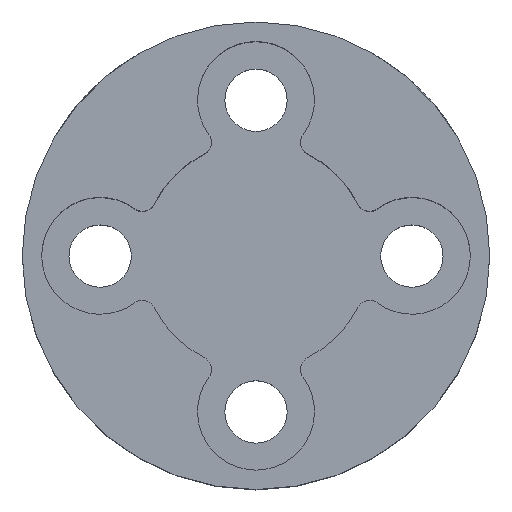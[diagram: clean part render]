
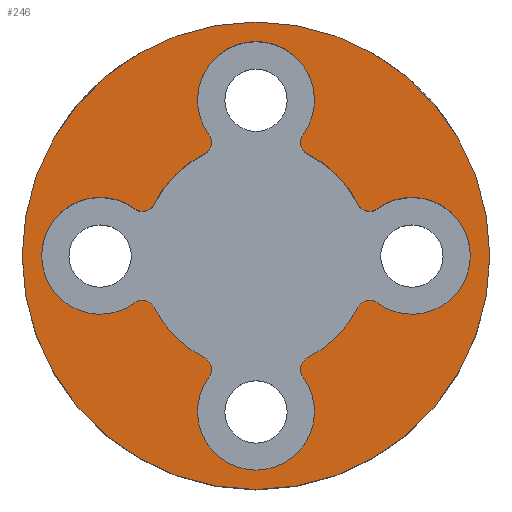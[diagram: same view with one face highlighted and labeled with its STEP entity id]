
A CAD part, top view. The second image highlights one B-rep face of the part: STEP entity #246.
In plain terms, the highlighted planar face has unit normal (0, 0, 1).
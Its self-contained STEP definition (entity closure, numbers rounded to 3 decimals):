
#246=ADVANCED_FACE('',(#478,#480),#482,.T.);
#478=FACE_BOUND('',#479,.T.);
#479=EDGE_LOOP('',(#639));
#480=FACE_BOUND('',#481,.T.);
#481=EDGE_LOOP('',(#640,#641,#642,#643,#644,#645,#646,#647,#648,#649,#650,#651,#652,
#653,#654,#655));
#482=PLANE('',#483);
#483=AXIS2_PLACEMENT_3D('',#484,#485,#486);
#484=CARTESIAN_POINT('',(0.,0.,9.));
#485=DIRECTION('',(0.,0.,1.));
#486=DIRECTION('',(-1.,0.,0.));
#639=ORIENTED_EDGE('',*,*,#747,.T.);
#640=ORIENTED_EDGE('',*,*,#726,.T.);
#641=ORIENTED_EDGE('',*,*,#690,.T.);
#642=ORIENTED_EDGE('',*,*,#694,.T.);
#643=ORIENTED_EDGE('',*,*,#697,.T.);
#644=ORIENTED_EDGE('',*,*,#729,.T.);
#645=ORIENTED_EDGE('',*,*,#737,.T.);
#646=ORIENTED_EDGE('',*,*,#748,.T.);
#647=ORIENTED_EDGE('',*,*,#743,.T.);
#648=ORIENTED_EDGE('',*,*,#731,.T.);
#649=ORIENTED_EDGE('',*,*,#703,.T.);
#650=ORIENTED_EDGE('',*,*,#749,.T.);
#651=ORIENTED_EDGE('',*,*,#710,.T.);
#652=ORIENTED_EDGE('',*,*,#715,.T.);
#653=ORIENTED_EDGE('',*,*,#718,.T.);
#654=ORIENTED_EDGE('',*,*,#721,.T.);
#655=ORIENTED_EDGE('',*,*,#724,.T.);
#690=EDGE_CURVE('',#775,#773,#776,.F.);
#694=EDGE_CURVE('',#773,#780,#782,.F.);
#697=EDGE_CURVE('',#780,#785,#787,.F.);
#703=EDGE_CURVE('',#799,#797,#800,.F.);
#710=EDGE_CURVE('',#811,#809,#812,.F.);
#715=EDGE_CURVE('',#809,#818,#820,.F.);
#718=EDGE_CURVE('',#818,#823,#825,.F.);
#721=EDGE_CURVE('',#823,#828,#830,.F.);
#724=EDGE_CURVE('',#828,#833,#835,.F.);
#726=EDGE_CURVE('',#833,#775,#837,.F.);
#729=EDGE_CURVE('',#785,#840,#842,.F.);
#731=EDGE_CURVE('',#845,#799,#846,.F.);
#737=EDGE_CURVE('',#840,#854,#856,.F.);
#743=EDGE_CURVE('',#865,#845,#866,.F.);
#747=EDGE_CURVE('',#872,#872,#873,.T.);
#748=EDGE_CURVE('',#854,#865,#874,.F.);
#749=EDGE_CURVE('',#797,#811,#875,.F.);
#773=VERTEX_POINT('',#928);
#775=VERTEX_POINT('',#932);
#776=CIRCLE('',#933,0.5);
#780=VERTEX_POINT('',#945);
#782=CIRCLE('',#949,4.4);
#785=VERTEX_POINT('',#958);
#787=CIRCLE('',#962,0.5);
#797=VERTEX_POINT('',#1010);
#799=VERTEX_POINT('',#1014);
#800=CIRCLE('',#1015,0.5);
#809=VERTEX_POINT('',#1064);
#811=VERTEX_POINT('',#1068);
#812=CIRCLE('',#1069,0.5);
#818=VERTEX_POINT('',#1110);
#820=CIRCLE('',#1114,2.25);
#823=VERTEX_POINT('',#1123);
#825=CIRCLE('',#1127,0.5);
#828=VERTEX_POINT('',#1136);
#830=CIRCLE('',#1140,4.4);
#833=VERTEX_POINT('',#1149);
#835=CIRCLE('',#1153,0.5);
#837=CIRCLE('',#1161,2.25);
#840=VERTEX_POINT('',#1170);
#842=CIRCLE('',#1174,2.25);
#845=VERTEX_POINT('',#1183);
#846=CIRCLE('',#1184,2.25);
#854=VERTEX_POINT('',#1229);
#856=CIRCLE('',#1233,0.5);
#865=VERTEX_POINT('',#1283);
#866=CIRCLE('',#1284,0.5);
#872=VERTEX_POINT('',#1325);
#873=CIRCLE('',#1326,9.);
#874=CIRCLE('',#1330,4.4);
#875=CIRCLE('',#1334,4.4);
#928=CARTESIAN_POINT('',(-1.989,-3.925,9.));
#932=CARTESIAN_POINT('',(-1.813,-4.667,9.));
#933=AXIS2_PLACEMENT_3D('',#934,#935,#936);
#934=CARTESIAN_POINT('',(-2.215,-4.371,9.));
#935=DIRECTION('',(0.,-0.,-1.));
#936=DIRECTION('',(0.452,0.892,0.));
#945=CARTESIAN_POINT('',(-3.925,-1.989,9.));
#949=AXIS2_PLACEMENT_3D('',#950,#951,#952);
#950=CARTESIAN_POINT('',(0.,0.,9.));
#951=DIRECTION('',(0.,0.,1.));
#952=DIRECTION('',(-0.892,-0.452,0.));
#958=CARTESIAN_POINT('',(-4.667,-1.813,9.));
#962=AXIS2_PLACEMENT_3D('',#963,#964,#965);
#963=CARTESIAN_POINT('',(-4.371,-2.215,9.));
#964=DIRECTION('',(-0.,0.,-1.));
#965=DIRECTION('',(-0.592,0.806,0.));
#1010=CARTESIAN_POINT('',(1.989,3.925,9.));
#1014=CARTESIAN_POINT('',(1.813,4.667,9.));
#1015=AXIS2_PLACEMENT_3D('',#1016,#1017,#1018);
#1016=CARTESIAN_POINT('',(2.215,4.371,9.));
#1017=DIRECTION('',(-0.,0.,-1.));
#1018=DIRECTION('',(-0.452,-0.892,0.));
#1064=CARTESIAN_POINT('',(4.667,1.813,9.));
#1068=CARTESIAN_POINT('',(3.925,1.989,9.));
#1069=AXIS2_PLACEMENT_3D('',#1070,#1071,#1072);
#1070=CARTESIAN_POINT('',(4.371,2.215,9.));
#1071=DIRECTION('',(0.,-0.,-1.));
#1072=DIRECTION('',(0.592,-0.806,0.));
#1110=CARTESIAN_POINT('',(4.667,-1.813,9.));
#1114=AXIS2_PLACEMENT_3D('',#1115,#1116,#1117);
#1115=CARTESIAN_POINT('',(6.,0.,9.));
#1116=DIRECTION('',(0.,0.,1.));
#1117=DIRECTION('',(-0.593,-0.806,0.));
#1123=CARTESIAN_POINT('',(3.925,-1.989,9.));
#1127=AXIS2_PLACEMENT_3D('',#1128,#1129,#1130);
#1128=CARTESIAN_POINT('',(4.371,-2.215,9.));
#1129=DIRECTION('',(-0.,0.,-1.));
#1130=DIRECTION('',(-0.892,0.452,0.));
#1136=CARTESIAN_POINT('',(1.989,-3.925,9.));
#1140=AXIS2_PLACEMENT_3D('',#1141,#1142,#1143);
#1141=CARTESIAN_POINT('',(0.,0.,9.));
#1142=DIRECTION('',(0.,0.,1.));
#1143=DIRECTION('',(0.452,-0.892,0.));
#1149=CARTESIAN_POINT('',(1.813,-4.667,9.));
#1153=AXIS2_PLACEMENT_3D('',#1154,#1155,#1156);
#1154=CARTESIAN_POINT('',(2.215,-4.371,9.));
#1155=DIRECTION('',(-0.,0.,-1.));
#1156=DIRECTION('',(-0.806,-0.593,0.));
#1161=AXIS2_PLACEMENT_3D('',#1162,#1163,#1164);
#1162=CARTESIAN_POINT('',(0.,-6.,9.));
#1163=DIRECTION('',(0.,0.,1.));
#1164=DIRECTION('',(-0.806,0.593,0.));
#1170=CARTESIAN_POINT('',(-4.667,1.813,9.));
#1174=AXIS2_PLACEMENT_3D('',#1175,#1176,#1177);
#1175=CARTESIAN_POINT('',(-6.,0.,9.));
#1176=DIRECTION('',(0.,0.,1.));
#1177=DIRECTION('',(0.593,0.806,0.));
#1183=CARTESIAN_POINT('',(-1.813,4.667,9.));
#1184=AXIS2_PLACEMENT_3D('',#1185,#1186,#1187);
#1185=CARTESIAN_POINT('',(0.,6.,9.));
#1186=DIRECTION('',(0.,0.,1.));
#1187=DIRECTION('',(0.806,-0.593,0.));
#1229=CARTESIAN_POINT('',(-3.925,1.989,9.));
#1233=AXIS2_PLACEMENT_3D('',#1234,#1235,#1236);
#1234=CARTESIAN_POINT('',(-4.371,2.215,9.));
#1235=DIRECTION('',(0.,-0.,-1.));
#1236=DIRECTION('',(0.892,-0.452,0.));
#1283=CARTESIAN_POINT('',(-1.989,3.925,9.));
#1284=AXIS2_PLACEMENT_3D('',#1285,#1286,#1287);
#1285=CARTESIAN_POINT('',(-2.215,4.371,9.));
#1286=DIRECTION('',(0.,-0.,-1.));
#1287=DIRECTION('',(0.806,0.592,0.));
#1325=CARTESIAN_POINT('',(-9.,0.,9.));
#1326=AXIS2_PLACEMENT_3D('',#1327,#1328,#1329);
#1327=CARTESIAN_POINT('',(0.,0.,9.));
#1328=DIRECTION('',(0.,0.,1.));
#1329=DIRECTION('',(-1.,0.,0.));
#1330=AXIS2_PLACEMENT_3D('',#1331,#1332,#1333);
#1331=CARTESIAN_POINT('',(0.,0.,9.));
#1332=DIRECTION('',(0.,0.,1.));
#1333=DIRECTION('',(-0.452,0.892,0.));
#1334=AXIS2_PLACEMENT_3D('',#1335,#1336,#1337);
#1335=CARTESIAN_POINT('',(0.,0.,9.));
#1336=DIRECTION('',(0.,0.,1.));
#1337=DIRECTION('',(0.892,0.452,0.));
